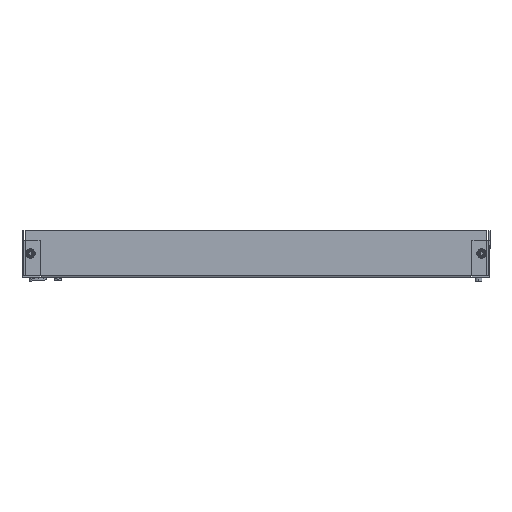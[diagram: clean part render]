
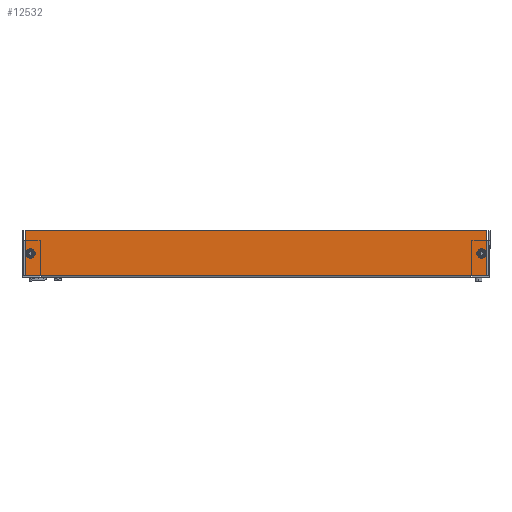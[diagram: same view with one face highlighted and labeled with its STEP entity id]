
A CAD part, front view. The second image highlights one B-rep face of the part: STEP entity #12532.
In plain terms, the highlighted face is planar.
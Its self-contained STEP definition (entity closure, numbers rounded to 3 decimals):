
#11140 = ORIENTED_EDGE ( 'NONE', *, *, #35420, .F. ) ;
#11141 = ORIENTED_EDGE ( 'NONE', *, *, #35437, .F. ) ;
#11142 = ORIENTED_EDGE ( 'NONE', *, *, #35423, .F. ) ;
#11143 = ORIENTED_EDGE ( 'NONE', *, *, #35438, .F. ) ;
#11144 = ORIENTED_EDGE ( 'NONE', *, *, #35439, .T. ) ;
#11145 = ORIENTED_EDGE ( 'NONE', *, *, #35440, .F. ) ;
#11146 = ORIENTED_EDGE ( 'NONE', *, *, #35441, .F. ) ;
#11147 = ORIENTED_EDGE ( 'NONE', *, *, #35442, .F. ) ;
#11148 = ORIENTED_EDGE ( 'NONE', *, *, #35443, .F. ) ;
#11149 = ORIENTED_EDGE ( 'NONE', *, *, #35444, .F. ) ;
#11150 = ORIENTED_EDGE ( 'NONE', *, *, #35445, .F. ) ;
#11151 = ORIENTED_EDGE ( 'NONE', *, *, #35446, .F. ) ;
#12532 = ADVANCED_FACE ( 'NONE', ( #13571, #13567, #13573 ), #13574, .F. ) ;
#13562 = DIRECTION ( 'NONE',  ( 0., 0., 1. ) ) ;
#13567 = FACE_BOUND ( 'NONE', #32261, .T. ) ;
#13570 = CARTESIAN_POINT ( 'NONE',  ( -321., -33.75, 0. ) ) ;
#13571 = FACE_BOUND ( 'NONE', #32269, .T. ) ;
#13573 = FACE_OUTER_BOUND ( 'NONE', #32262, .T. ) ;
#13574 = PLANE ( 'NONE',  #20424 ) ;
#13576 = DIRECTION ( 'NONE',  ( 1., 0., 0. ) ) ;
#13962 = CIRCLE ( 'NONE', #13979, 4.5 ) ;
#13977 = CIRCLE ( 'NONE', #13984, 4.5 ) ;
#13979 = AXIS2_PLACEMENT_3D ( 'NONE', #23313, #23314, #23315 ) ;
#13984 = AXIS2_PLACEMENT_3D ( 'NONE', #23324, #23325, #23326 ) ;
#13997 = VECTOR ( 'NONE', #23378, 1000. ) ;
#14000 = CIRCLE ( 'NONE', #14002, 4.5 ) ;
#14001 = CIRCLE ( 'NONE', #14004, 4.5 ) ;
#14002 = AXIS2_PLACEMENT_3D ( 'NONE', #23366, #23367, #23368 ) ;
#14003 = VECTOR ( 'NONE', #23375, 1000. ) ;
#14004 = AXIS2_PLACEMENT_3D ( 'NONE', #23371, #23372, #23373 ) ;
#14005 = VECTOR ( 'NONE', #23381, 1000. ) ;
#14006 = VECTOR ( 'NONE', #23384, 1000. ) ;
#14007 = VECTOR ( 'NONE', #23387, 1000. ) ;
#14008 = VECTOR ( 'NONE', #23390, 1000. ) ;
#14009 = VECTOR ( 'NONE', #23392, 1000. ) ;
#14010 = VECTOR ( 'NONE', #23396, 1000. ) ;
#20424 = AXIS2_PLACEMENT_3D ( 'NONE', #13570, #13562, #13576 ) ;
#23313 = CARTESIAN_POINT ( 'NONE',  ( 337.5, 0.25, 0. ) ) ;
#23314 = DIRECTION ( 'NONE',  ( 0., 0., -1. ) ) ;
#23315 = DIRECTION ( 'NONE',  ( 1., 0., 0. ) ) ;
#23324 = CARTESIAN_POINT ( 'NONE',  ( -337.5, 0.25, 0. ) ) ;
#23325 = DIRECTION ( 'NONE',  ( 0., 0., -1. ) ) ;
#23326 = DIRECTION ( 'NONE',  ( 1., 0., 0. ) ) ;
#23364 = LINE ( 'NONE', #23365, #14003 ) ;
#23365 = CARTESIAN_POINT ( 'NONE',  ( -321., 33.65, 0. ) ) ;
#23366 = CARTESIAN_POINT ( 'NONE',  ( 337.5, 0.25, 0. ) ) ;
#23367 = DIRECTION ( 'NONE',  ( 0., 0., -1. ) ) ;
#23368 = DIRECTION ( 'NONE',  ( 1., 0., 0. ) ) ;
#23369 = LINE ( 'NONE', #23379, #14005 ) ;
#23370 = LINE ( 'NONE', #23376, #13997 ) ;
#23371 = CARTESIAN_POINT ( 'NONE',  ( -337.5, 0.25, 0. ) ) ;
#23372 = DIRECTION ( 'NONE',  ( 0., 0., -1. ) ) ;
#23373 = DIRECTION ( 'NONE',  ( 1., 0., 0. ) ) ;
#23374 = LINE ( 'NONE', #23382, #14006 ) ;
#23375 = DIRECTION ( 'NONE',  ( 1., 0., 0. ) ) ;
#23376 = CARTESIAN_POINT ( 'NONE',  ( 321., 33.75, 0. ) ) ;
#23377 = LINE ( 'NONE', #23385, #14007 ) ;
#23378 = DIRECTION ( 'NONE',  ( 0., -1., 0. ) ) ;
#23379 = CARTESIAN_POINT ( 'NONE',  ( 321., 33.75, 0. ) ) ;
#23380 = LINE ( 'NONE', #23388, #14008 ) ;
#23381 = DIRECTION ( 'NONE',  ( -1., 0., 0. ) ) ;
#23382 = CARTESIAN_POINT ( 'NONE',  ( 345., 33.75, 0. ) ) ;
#23383 = LINE ( 'NONE', #23391, #14009 ) ;
#23384 = DIRECTION ( 'NONE',  ( 0., 1., 0. ) ) ;
#23385 = CARTESIAN_POINT ( 'NONE',  ( -321., -33.75, 0. ) ) ;
#23386 = LINE ( 'NONE', #23393, #14010 ) ;
#23387 = DIRECTION ( 'NONE',  ( 1., 0., 0. ) ) ;
#23388 = CARTESIAN_POINT ( 'NONE',  ( -345., 33.75, 0. ) ) ;
#23390 = DIRECTION ( 'NONE',  ( 0., -1., 0. ) ) ;
#23391 = CARTESIAN_POINT ( 'NONE',  ( -321., 33.75, 0. ) ) ;
#23392 = DIRECTION ( 'NONE',  ( -1., 0., 0. ) ) ;
#23393 = CARTESIAN_POINT ( 'NONE',  ( -321., 33.75, 0. ) ) ;
#23396 = DIRECTION ( 'NONE',  ( 0., 1., 0. ) ) ;
#30789 = VERTEX_POINT ( 'NONE', #34693 ) ;
#30792 = VERTEX_POINT ( 'NONE', #34694 ) ;
#30794 = VERTEX_POINT ( 'NONE', #34695 ) ;
#30797 = VERTEX_POINT ( 'NONE', #34696 ) ;
#30805 = VERTEX_POINT ( 'NONE', #34699 ) ;
#30815 = VERTEX_POINT ( 'NONE', #34703 ) ;
#30818 = VERTEX_POINT ( 'NONE', #35259 ) ;
#30826 = VERTEX_POINT ( 'NONE', #33471 ) ;
#30837 = VERTEX_POINT ( 'NONE', #33475 ) ;
#30840 = VERTEX_POINT ( 'NONE', #33476 ) ;
#30841 = VERTEX_POINT ( 'NONE', #33477 ) ;
#30847 = VERTEX_POINT ( 'NONE', #33479 ) ;
#32261 = EDGE_LOOP ( 'NONE', ( #11142, #11143 ) ) ;
#32262 = EDGE_LOOP ( 'NONE', ( #11144, #11145, #11146, #11147, #11148, #11149, #11150, #11151 ) ) ;
#32269 = EDGE_LOOP ( 'NONE', ( #11140, #11141 ) ) ;
#33471 = CARTESIAN_POINT ( 'NONE',  ( 321., 33.75, 0. ) ) ;
#33475 = CARTESIAN_POINT ( 'NONE',  ( -342., 0.25, 0. ) ) ;
#33476 = CARTESIAN_POINT ( 'NONE',  ( -333., 0.25, 0. ) ) ;
#33477 = CARTESIAN_POINT ( 'NONE',  ( 342., 0.25, 0. ) ) ;
#33479 = CARTESIAN_POINT ( 'NONE',  ( 333., 0.25, 0. ) ) ;
#34693 = CARTESIAN_POINT ( 'NONE',  ( -321., 33.75, 0. ) ) ;
#34694 = CARTESIAN_POINT ( 'NONE',  ( -345., 33.75, 0. ) ) ;
#34695 = CARTESIAN_POINT ( 'NONE',  ( 345., 33.75, 0. ) ) ;
#34696 = CARTESIAN_POINT ( 'NONE',  ( -345., -33.75, 0. ) ) ;
#34699 = CARTESIAN_POINT ( 'NONE',  ( -321., 33.65, 0. ) ) ;
#34703 = CARTESIAN_POINT ( 'NONE',  ( 321., 33.65, 0. ) ) ;
#35259 = CARTESIAN_POINT ( 'NONE',  ( 345., -33.75, 0. ) ) ;
#35420 = EDGE_CURVE ( 'NONE', #30841, #30847, #13962, .T. ) ;
#35423 = EDGE_CURVE ( 'NONE', #30840, #30837, #13977, .T. ) ;
#35437 = EDGE_CURVE ( 'NONE', #30847, #30841, #14000, .T. ) ;
#35438 = EDGE_CURVE ( 'NONE', #30837, #30840, #14001, .T. ) ;
#35439 = EDGE_CURVE ( 'NONE', #30805, #30815, #23364, .T. ) ;
#35440 = EDGE_CURVE ( 'NONE', #30826, #30815, #23370, .T. ) ;
#35441 = EDGE_CURVE ( 'NONE', #30794, #30826, #23369, .T. ) ;
#35442 = EDGE_CURVE ( 'NONE', #30818, #30794, #23374, .T. ) ;
#35443 = EDGE_CURVE ( 'NONE', #30797, #30818, #23377, .T. ) ;
#35444 = EDGE_CURVE ( 'NONE', #30792, #30797, #23380, .T. ) ;
#35445 = EDGE_CURVE ( 'NONE', #30789, #30792, #23383, .T. ) ;
#35446 = EDGE_CURVE ( 'NONE', #30805, #30789, #23386, .T. ) ;
